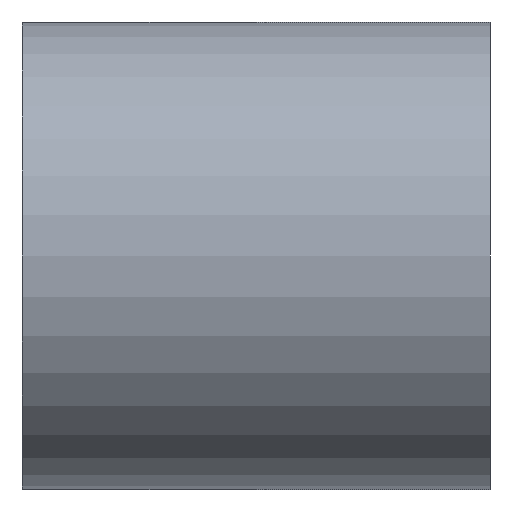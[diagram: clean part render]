
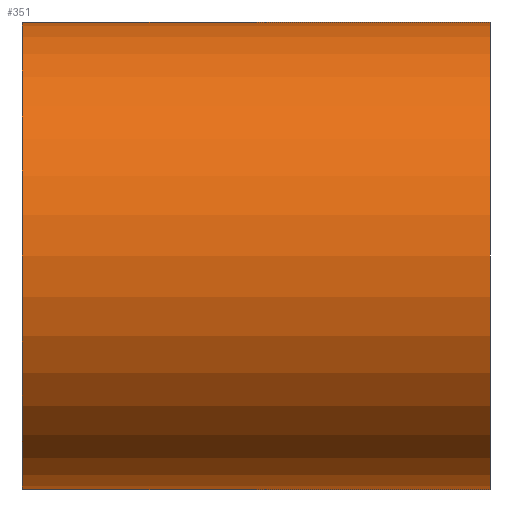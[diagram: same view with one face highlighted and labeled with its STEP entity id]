
A CAD part, left-side view. The second image highlights one B-rep face of the part: STEP entity #351.
In plain terms, the highlighted cylindrical face has radius 6.337 mm (diameter 12.675 mm), a partial arc.
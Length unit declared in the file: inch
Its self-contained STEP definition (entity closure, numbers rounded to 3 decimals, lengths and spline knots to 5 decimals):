
#1 = VERTEX_POINT ( 'NONE', #284 ) ;
#9 = EDGE_LOOP ( 'NONE', ( #113, #114, #116, #77 ) ) ;
#42 = LINE ( 'NONE', #290, #200 ) ;
#51 = LINE ( 'NONE', #227, #162 ) ;
#68 = FACE_OUTER_BOUND ( 'NONE', #9, .T. ) ;
#69 = CYLINDRICAL_SURFACE ( 'NONE', #145, 0.2495 ) ;
#77 = ORIENTED_EDGE ( 'NONE', *, *, #376, .T. ) ;
#104 = VERTEX_POINT ( 'NONE', #234 ) ;
#106 = VERTEX_POINT ( 'NONE', #240 ) ;
#107 = VERTEX_POINT ( 'NONE', #294 ) ;
#113 = ORIENTED_EDGE ( 'NONE', *, *, #356, .F. ) ;
#114 = ORIENTED_EDGE ( 'NONE', *, *, #374, .F. ) ;
#116 = ORIENTED_EDGE ( 'NONE', *, *, #372, .T. ) ;
#145 = AXIS2_PLACEMENT_3D ( 'NONE', #288, #340, #263 ) ;
#151 = CIRCLE ( 'NONE', #178, 0.2495 ) ;
#159 = AXIS2_PLACEMENT_3D ( 'NONE', #219, #339, #224 ) ;
#162 = VECTOR ( 'NONE', #331, 39.37008 ) ;
#166 = CIRCLE ( 'NONE', #159, 0.2495 ) ;
#178 = AXIS2_PLACEMENT_3D ( 'NONE', #266, #292, #304 ) ;
#200 = VECTOR ( 'NONE', #244, 39.37008 ) ;
#219 = CARTESIAN_POINT ( 'NONE',  ( -0.57473, -1.02572, 0.83062 ) ) ;
#224 = DIRECTION ( 'NONE',  ( 0., 0., 1. ) ) ;
#227 = CARTESIAN_POINT ( 'NONE',  ( -0.57473, -0.52572, 0.58112 ) ) ;
#234 = CARTESIAN_POINT ( 'NONE',  ( -0.57473, -1.02572, 0.58112 ) ) ;
#240 = CARTESIAN_POINT ( 'NONE',  ( -0.57473, -0.52572, 0.58112 ) ) ;
#244 = DIRECTION ( 'NONE',  ( 0., -1., 0. ) ) ;
#263 = DIRECTION ( 'NONE',  ( 0., 0., -1. ) ) ;
#266 = CARTESIAN_POINT ( 'NONE',  ( -0.57473, -0.52572, 0.83062 ) ) ;
#284 = CARTESIAN_POINT ( 'NONE',  ( -0.57473, -0.52572, 1.08012 ) ) ;
#288 = CARTESIAN_POINT ( 'NONE',  ( -0.57473, -0.52572, 0.83062 ) ) ;
#290 = CARTESIAN_POINT ( 'NONE',  ( -0.57473, -0.52572, 1.08012 ) ) ;
#292 = DIRECTION ( 'NONE',  ( 0., 1., 0. ) ) ;
#294 = CARTESIAN_POINT ( 'NONE',  ( -0.57473, -1.02572, 1.08012 ) ) ;
#304 = DIRECTION ( 'NONE',  ( 0., 0., 1. ) ) ;
#331 = DIRECTION ( 'NONE',  ( 0., -1., 0. ) ) ;
#339 = DIRECTION ( 'NONE',  ( 0., 1., 0. ) ) ;
#340 = DIRECTION ( 'NONE',  ( 0., -1., 0. ) ) ;
#351 = ADVANCED_FACE ( 'NONE', ( #68 ), #69, .T. ) ;
#356 = EDGE_CURVE ( 'NONE', #1, #107, #42, .T. ) ;
#372 = EDGE_CURVE ( 'NONE', #106, #104, #51, .T. ) ;
#374 = EDGE_CURVE ( 'NONE', #106, #1, #151, .T. ) ;
#376 = EDGE_CURVE ( 'NONE', #104, #107, #166, .T. ) ;
